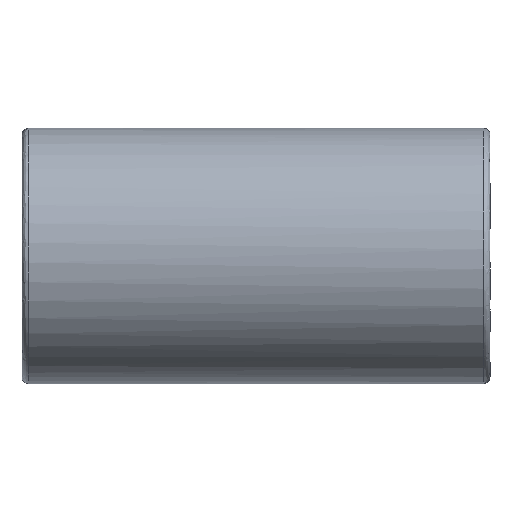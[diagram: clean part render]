
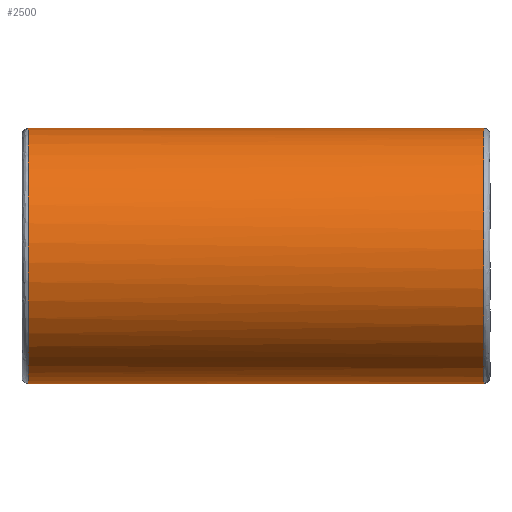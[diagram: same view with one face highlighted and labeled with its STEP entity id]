
A CAD part, front view. The second image highlights one B-rep face of the part: STEP entity #2500.
In plain terms, the highlighted free-form (B-spline) face has degree [3, 1] with [7, 2] control points.
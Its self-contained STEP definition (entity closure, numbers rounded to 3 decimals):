
#1470 = CARTESIAN_POINT ('', (0.3, 0., 6.));
#1480 = VERTEX_POINT ('', #1470);
#1560 = CARTESIAN_POINT ('', (0.3, 0., -6.));
#1570 = VERTEX_POINT ('', #1560);
#1580 = CARTESIAN_POINT ('', (0.3, 0., -6.));
#1590 = CARTESIAN_POINT ('', (0.3, 12., -6.));
#1600 = CARTESIAN_POINT ('', (0.3, 12., 6.));
#1610 = CARTESIAN_POINT ('', (0.3, 0., 6.));
#1620 = (
   BOUNDED_CURVE ()
   B_SPLINE_CURVE (3, (#1580, #1590, #1600, #1610), .UNSPECIFIED., .F., .U.)
   B_SPLINE_CURVE_WITH_KNOTS ((4, 4), (0., 1.), .UNSPECIFIED.)
   CURVE ()
   GEOMETRIC_REPRESENTATION_ITEM ()
   RATIONAL_B_SPLINE_CURVE ((1., 0.333, 0.333, 1.))
   REPRESENTATION_ITEM ('')
);
#1630 = EDGE_CURVE ('', #1570, #1480, #1620, .T.);
#1650 = CARTESIAN_POINT ('', (0.3, 0., 6.));
#1660 = CARTESIAN_POINT ('', (0.3, -12., 6.));
#1670 = CARTESIAN_POINT ('', (0.3, -12., -6.));
#1680 = CARTESIAN_POINT ('', (0.3, 0., -6.));
#1690 = (
   BOUNDED_CURVE ()
   B_SPLINE_CURVE (3, (#1650, #1660, #1670, #1680), .UNSPECIFIED., .F., .U.)
   B_SPLINE_CURVE_WITH_KNOTS ((4, 4), (0., 1.), .UNSPECIFIED.)
   CURVE ()
   GEOMETRIC_REPRESENTATION_ITEM ()
   RATIONAL_B_SPLINE_CURVE ((1., 0.333, 0.333, 1.))
   REPRESENTATION_ITEM ('')
);
#1700 = EDGE_CURVE ('', #1480, #1570, #1690, .T.);
#2070 = CARTESIAN_POINT ('', (21.7, 0., 6.));
#2080 = VERTEX_POINT ('', #2070);
#2090 = CARTESIAN_POINT ('', (21.7, 0., -6.));
#2100 = VERTEX_POINT ('', #2090);
#2110 = CARTESIAN_POINT ('', (21.7, 0., 6.));
#2120 = CARTESIAN_POINT ('', (21.7, 12., 6.));
#2130 = CARTESIAN_POINT ('', (21.7, 12., -6.));
#2140 = CARTESIAN_POINT ('', (21.7, 0., -6.));
#2150 = (
   BOUNDED_CURVE ()
   B_SPLINE_CURVE (3, (#2110, #2120, #2130, #2140), .UNSPECIFIED., .F., .U.)
   B_SPLINE_CURVE_WITH_KNOTS ((4, 4), (0., 1.), .UNSPECIFIED.)
   CURVE ()
   GEOMETRIC_REPRESENTATION_ITEM ()
   RATIONAL_B_SPLINE_CURVE ((1., 0.333, 0.333, 1.))
   REPRESENTATION_ITEM ('')
);
#2160 = EDGE_CURVE ('', #2080, #2100, #2150, .T.);
#2170 = ORIENTED_EDGE ('', *, *, #2160, .T.);
#2180 = CARTESIAN_POINT ('', (21.7, 0., -6.));
#2190 = CARTESIAN_POINT ('', (0.3, 0., -6.));
#2200 = B_SPLINE_CURVE_WITH_KNOTS ('', 1, (#2180, #2190), .UNSPECIFIED., .F., .U., (2, 2), (0., 1.), .UNSPECIFIED.);
#2210 = EDGE_CURVE ('', #2100, #1570, #2200, .T.);
#2220 = ORIENTED_EDGE ('', *, *, #2210, .T.);
#2230 = ORIENTED_EDGE ('', *, *, #1630, .T.);
#2240 = ORIENTED_EDGE ('', *, *, #1700, .T.);
#2250 = ORIENTED_EDGE ('', *, *, #2210, .F.);
#2260 = CARTESIAN_POINT ('', (21.7, 0., -6.));
#2270 = CARTESIAN_POINT ('', (21.7, -12., -6.));
#2280 = CARTESIAN_POINT ('', (21.7, -12., 6.));
#2290 = CARTESIAN_POINT ('', (21.7, 0., 6.));
#2300 = (
   BOUNDED_CURVE ()
   B_SPLINE_CURVE (3, (#2260, #2270, #2280, #2290), .UNSPECIFIED., .F., .U.)
   B_SPLINE_CURVE_WITH_KNOTS ((4, 4), (0., 1.), .UNSPECIFIED.)
   CURVE ()
   GEOMETRIC_REPRESENTATION_ITEM ()
   RATIONAL_B_SPLINE_CURVE ((1., 0.333, 0.333, 1.))
   REPRESENTATION_ITEM ('')
);
#2310 = EDGE_CURVE ('', #2100, #2080, #2300, .T.);
#2320 = ORIENTED_EDGE ('', *, *, #2310, .T.);
#2330 = EDGE_LOOP ('', (#2170, #2220, #2230, #2240, #2250, #2320));
#2340 = FACE_OUTER_BOUND ('', #2330, .T.);
#2350 = CARTESIAN_POINT ('', (-1.84, 0., -6.));
#2360 = CARTESIAN_POINT ('', (23.84, 0., -6.));
#2370 = CARTESIAN_POINT ('', (-1.84, 12., -6.));
#2380 = CARTESIAN_POINT ('', (23.84, 12., -6.));
#2390 = CARTESIAN_POINT ('', (-1.84, 12., 6.));
#2400 = CARTESIAN_POINT ('', (23.84, 12., 6.));
#2410 = CARTESIAN_POINT ('', (-1.84, 0., 6.));
#2420 = CARTESIAN_POINT ('', (23.84, 0., 6.));
#2430 = CARTESIAN_POINT ('', (-1.84, -12., 6.));
#2440 = CARTESIAN_POINT ('', (23.84, -12., 6.));
#2450 = CARTESIAN_POINT ('', (-1.84, -12., -6.));
#2460 = CARTESIAN_POINT ('', (23.84, -12., -6.));
#2470 = CARTESIAN_POINT ('', (-1.84, 0., -6.));
#2480 = CARTESIAN_POINT ('', (23.84, 0., -6.));
#2490 = (
   BOUNDED_SURFACE ()
   B_SPLINE_SURFACE (3, 1, ((#2350, #2360), (#2370, #2380), (#2390, #2400), (#2410, #2420), (#2430, #2440), (#2450, #2460), (#2470, #2480)), .UNSPECIFIED., .T., .F., .U.)
   B_SPLINE_SURFACE_WITH_KNOTS ((4, 3, 4), (2, 2), (0., 0.5, 1.), (0., 1.), .UNSPECIFIED.)
   SURFACE ()
   GEOMETRIC_REPRESENTATION_ITEM ()
   RATIONAL_B_SPLINE_SURFACE (((1., 1.), (0.333, 0.333), (0.333, 0.333), (1., 1.), (0.333, 0.333), (0.333, 0.333), (1., 1.)))
   REPRESENTATION_ITEM ('')
);
#2500 = ADVANCED_FACE ('', (#2340), #2490, .T.);
